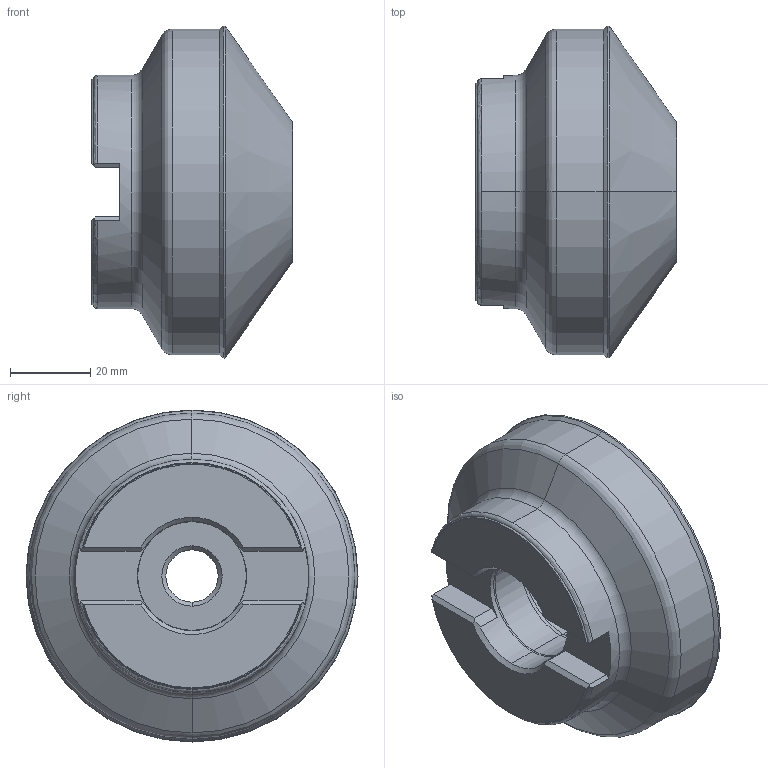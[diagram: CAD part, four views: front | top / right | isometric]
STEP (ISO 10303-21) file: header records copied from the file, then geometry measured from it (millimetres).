
FILE_DESCRIPTION (( 'STEP AP214' ), '1' );
FILE_NAME ('ASF-35-35-16.STEP', '2021-02-23T12:55:24', ( '' ), ( '' ), 'SwSTEP 2.0', 'SolidWorks 2019', '' );
FILE_SCHEMA (( 'AUTOMOTIVE_DESIGN' ));
Length unit declared in the file: millimetre
Products named in the file (1): ASF-35-35-16
Bounding box: 50 x 82.5 x 82.5 mm (x, y, z)
Volume: 154406.3 mm3; surface area: 20721.6 mm2
Topology: 1 solids, 1 shells, 83 faces, 196 edges, 116 vertices
Faces by surface type: cone 28, plane 23, torus 18, cylinder 14
Entity records: 2622 total; most frequent: CARTESIAN_POINT 488, DIRECTION 430, ORIENTED_EDGE 392, EDGE_CURVE 196, AXIS2_PLACEMENT_3D 174, VERTEX_POINT 116, CIRCLE 90, EDGE_LOOP 86
